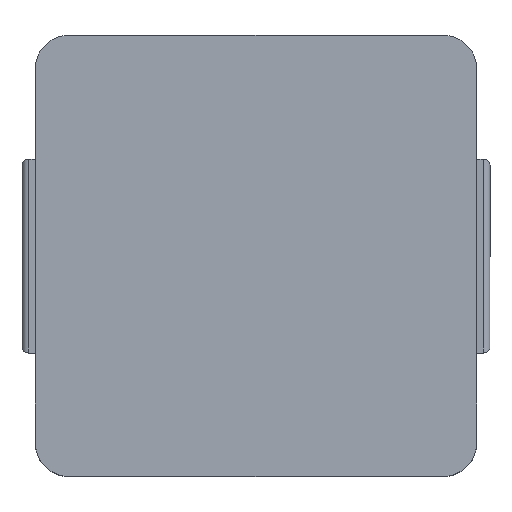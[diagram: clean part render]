
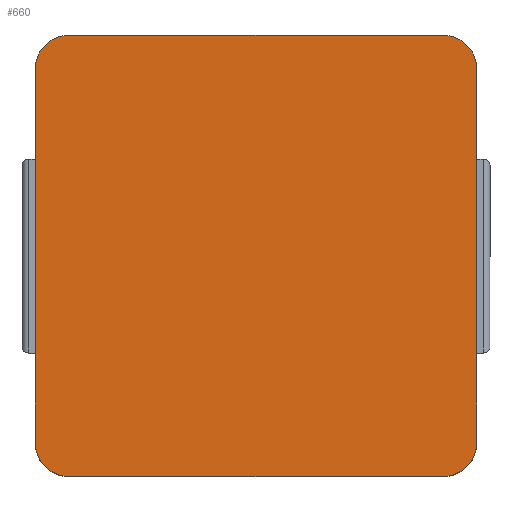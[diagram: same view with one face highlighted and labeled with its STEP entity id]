
A CAD part, top view. The second image highlights one B-rep face of the part: STEP entity #660.
In plain terms, the highlighted planar face has unit normal (0, 0, 1).
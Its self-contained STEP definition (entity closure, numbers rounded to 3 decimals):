
#49 = AXIS2_PLACEMENT_3D ( 'NONE', #1131, #787, #449 ) ;
#51 = VECTOR ( 'NONE', #1184, 1000. ) ;
#69 = DIRECTION ( 'NONE',  ( -1., 0., 0. ) ) ;
#75 = EDGE_CURVE ( 'NONE', #557, #704, #109, .T. ) ;
#92 = CARTESIAN_POINT ( 'NONE',  ( -3.3, -3.3, 2.8 ) ) ;
#98 = DIRECTION ( 'NONE',  ( 1., 0., 0. ) ) ;
#109 = CIRCLE ( 'NONE', #182, 0.5 ) ;
#113 = CARTESIAN_POINT ( 'NONE',  ( -3.3, -3.3, 2.8 ) ) ;
#141 = EDGE_CURVE ( 'NONE', #323, #693, #1031, .T. ) ;
#167 = DIRECTION ( 'NONE',  ( 0., 0., 1. ) ) ;
#171 = ORIENTED_EDGE ( 'NONE', *, *, #75, .T. ) ;
#182 = AXIS2_PLACEMENT_3D ( 'NONE', #374, #167, #69 ) ;
#219 = EDGE_CURVE ( 'NONE', #693, #360, #344, .T. ) ;
#279 = LINE ( 'NONE', #736, #51 ) ;
#289 = EDGE_CURVE ( 'NONE', #704, #1142, #669, .T. ) ;
#300 = LINE ( 'NONE', #92, #1152 ) ;
#301 = ORIENTED_EDGE ( 'NONE', *, *, #141, .T. ) ;
#318 = FACE_OUTER_BOUND ( 'NONE', #1283, .T. ) ;
#319 = CIRCLE ( 'NONE', #1172, 0.5 ) ;
#323 = VERTEX_POINT ( 'NONE', #451 ) ;
#336 = CARTESIAN_POINT ( 'NONE',  ( 3.3, -2.8, 2.8 ) ) ;
#344 = LINE ( 'NONE', #113, #866 ) ;
#358 = DIRECTION ( 'NONE',  ( 0., 0., 1. ) ) ;
#360 = VERTEX_POINT ( 'NONE', #1273 ) ;
#374 = CARTESIAN_POINT ( 'NONE',  ( 2.8, -2.8, 2.8 ) ) ;
#377 = EDGE_CURVE ( 'NONE', #1142, #791, #1168, .T. ) ;
#427 = PLANE ( 'NONE',  #49 ) ;
#449 = DIRECTION ( 'NONE',  ( -1., 0., 0. ) ) ;
#451 = CARTESIAN_POINT ( 'NONE',  ( -2.8, 3.3, 2.8 ) ) ;
#457 = AXIS2_PLACEMENT_3D ( 'NONE', #741, #1204, #868 ) ;
#557 = VERTEX_POINT ( 'NONE', #1072 ) ;
#565 = CARTESIAN_POINT ( 'NONE',  ( 3.3, -3.3, 2.8 ) ) ;
#590 = DIRECTION ( 'NONE',  ( 0., 0., 1. ) ) ;
#660 = ADVANCED_FACE ( 'NONE', ( #318 ), #427, .F. ) ;
#668 = ORIENTED_EDGE ( 'NONE', *, *, #1424, .T. ) ;
#669 = LINE ( 'NONE', #565, #823 ) ;
#693 = VERTEX_POINT ( 'NONE', #1437 ) ;
#695 = ORIENTED_EDGE ( 'NONE', *, *, #1276, .T. ) ;
#704 = VERTEX_POINT ( 'NONE', #336 ) ;
#736 = CARTESIAN_POINT ( 'NONE',  ( -3.3, 3.3, 2.8 ) ) ;
#741 = CARTESIAN_POINT ( 'NONE',  ( -2.8, 2.8, 2.8 ) ) ;
#787 = DIRECTION ( 'NONE',  ( 0., 0., -1. ) ) ;
#791 = VERTEX_POINT ( 'NONE', #930 ) ;
#823 = VECTOR ( 'NONE', #895, 1000. ) ;
#840 = ORIENTED_EDGE ( 'NONE', *, *, #377, .T. ) ;
#866 = VECTOR ( 'NONE', #917, 1000. ) ;
#868 = DIRECTION ( 'NONE',  ( -1., 0., 0. ) ) ;
#895 = DIRECTION ( 'NONE',  ( 0., 1., 0. ) ) ;
#917 = DIRECTION ( 'NONE',  ( 0., -1., 0. ) ) ;
#920 = ORIENTED_EDGE ( 'NONE', *, *, #289, .T. ) ;
#926 = ORIENTED_EDGE ( 'NONE', *, *, #219, .T. ) ;
#930 = CARTESIAN_POINT ( 'NONE',  ( 2.8, 3.3, 2.8 ) ) ;
#938 = AXIS2_PLACEMENT_3D ( 'NONE', #1164, #590, #1278 ) ;
#988 = EDGE_CURVE ( 'NONE', #791, #323, #279, .T. ) ;
#1014 = DIRECTION ( 'NONE',  ( -1., 0., 0. ) ) ;
#1031 = CIRCLE ( 'NONE', #457, 0.5 ) ;
#1072 = CARTESIAN_POINT ( 'NONE',  ( 2.8, -3.3, 2.8 ) ) ;
#1131 = CARTESIAN_POINT ( 'NONE',  ( 0., 0., 2.8 ) ) ;
#1142 = VERTEX_POINT ( 'NONE', #1150 ) ;
#1147 = CARTESIAN_POINT ( 'NONE',  ( -2.8, -3.3, 2.8 ) ) ;
#1150 = CARTESIAN_POINT ( 'NONE',  ( 3.3, 2.8, 2.8 ) ) ;
#1152 = VECTOR ( 'NONE', #98, 1000. ) ;
#1161 = ORIENTED_EDGE ( 'NONE', *, *, #988, .T. ) ;
#1164 = CARTESIAN_POINT ( 'NONE',  ( 2.8, 2.8, 2.8 ) ) ;
#1168 = CIRCLE ( 'NONE', #938, 0.5 ) ;
#1172 = AXIS2_PLACEMENT_3D ( 'NONE', #1234, #358, #1014 ) ;
#1184 = DIRECTION ( 'NONE',  ( -1., 0., 0. ) ) ;
#1204 = DIRECTION ( 'NONE',  ( 0., 0., 1. ) ) ;
#1234 = CARTESIAN_POINT ( 'NONE',  ( -2.8, -2.8, 2.8 ) ) ;
#1273 = CARTESIAN_POINT ( 'NONE',  ( -3.3, -2.8, 2.8 ) ) ;
#1276 = EDGE_CURVE ( 'NONE', #1427, #557, #300, .T. ) ;
#1278 = DIRECTION ( 'NONE',  ( -1., 0., 0. ) ) ;
#1283 = EDGE_LOOP ( 'NONE', ( #695, #171, #920, #840, #1161, #301, #926, #668 ) ) ;
#1424 = EDGE_CURVE ( 'NONE', #360, #1427, #319, .T. ) ;
#1427 = VERTEX_POINT ( 'NONE', #1147 ) ;
#1437 = CARTESIAN_POINT ( 'NONE',  ( -3.3, 2.8, 2.8 ) ) ;
